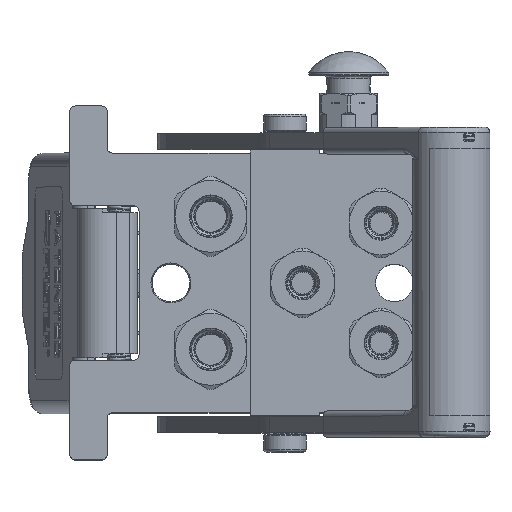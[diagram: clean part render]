
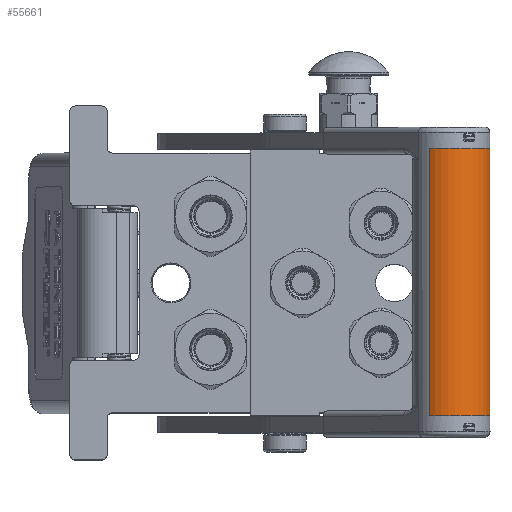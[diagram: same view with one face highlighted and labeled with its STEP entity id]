
A CAD part, top view. The second image highlights one B-rep face of the part: STEP entity #55661.
In plain terms, the highlighted cylindrical face has radius 14.5 mm (diameter 29 mm), a partial arc.
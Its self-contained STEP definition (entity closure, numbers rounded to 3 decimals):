
#1934 = VERTEX_POINT ( 'NONE', #71634 ) ;
#4611 = CARTESIAN_POINT ( 'NONE',  ( -46., 0., -14.5 ) ) ;
#9107 = VECTOR ( 'NONE', #11162, 1000. ) ;
#10419 = DIRECTION ( 'NONE',  ( -1., 0., 0. ) ) ;
#11162 = DIRECTION ( 'NONE',  ( 1., 0., 0. ) ) ;
#19150 = VERTEX_POINT ( 'NONE', #106398 ) ;
#19560 = VECTOR ( 'NONE', #80137, 1000. ) ;
#23519 = VECTOR ( 'NONE', #103838, 1000. ) ;
#25270 = EDGE_LOOP ( 'NONE', ( #114265, #127436, #52018, #122031, #68685, #121623, #132636, #79637, #77724 ) ) ;
#27286 = EDGE_CURVE ( 'NONE', #130800, #123877, #37012, .T. ) ;
#27669 = EDGE_CURVE ( 'NONE', #1934, #130800, #78863, .T. ) ;
#28958 = AXIS2_PLACEMENT_3D ( 'NONE', #92771, #137032, #49562 ) ;
#35335 = CARTESIAN_POINT ( 'NONE',  ( 50.5, -7.576, -12.363 ) ) ;
#37012 = CIRCLE ( 'NONE', #91843, 14.5 ) ;
#42925 = DIRECTION ( 'NONE',  ( -1., 0., 0. ) ) ;
#43849 = CARTESIAN_POINT ( 'NONE',  ( -50., 0., 0. ) ) ;
#44060 = VERTEX_POINT ( 'NONE', #138380 ) ;
#45696 = DIRECTION ( 'NONE',  ( 1., 0., 0. ) ) ;
#49562 = DIRECTION ( 'NONE',  ( 0., 0., -1. ) ) ;
#52018 = ORIENTED_EDGE ( 'NONE', *, *, #79302, .T. ) ;
#53450 = CARTESIAN_POINT ( 'NONE',  ( -50., 0., 14.5 ) ) ;
#54153 = FACE_OUTER_BOUND ( 'NONE', #25270, .T. ) ;
#54595 = EDGE_CURVE ( 'NONE', #44060, #123877, #110023, .T. ) ;
#55661 = ADVANCED_FACE ( 'NONE', ( #54153 ), #133317, .T. ) ;
#60206 = AXIS2_PLACEMENT_3D ( 'NONE', #84505, #62894, #138201 ) ;
#61747 = EDGE_CURVE ( 'NONE', #44060, #91897, #70600, .T. ) ;
#62894 = DIRECTION ( 'NONE',  ( 1., 0., 0. ) ) ;
#68264 = AXIS2_PLACEMENT_3D ( 'NONE', #43849, #42925, #107740 ) ;
#68685 = ORIENTED_EDGE ( 'NONE', *, *, #27286, .T. ) ;
#68714 = VERTEX_POINT ( 'NONE', #4611 ) ;
#70600 = CIRCLE ( 'NONE', #122959, 14.5 ) ;
#71634 = CARTESIAN_POINT ( 'NONE',  ( 46.5, -7.576, -12.363 ) ) ;
#71945 = DIRECTION ( 'NONE',  ( 1., 0., 0. ) ) ;
#77136 = EDGE_CURVE ( 'NONE', #112013, #68714, #127464, .T. ) ;
#77724 = ORIENTED_EDGE ( 'NONE', *, *, #77136, .T. ) ;
#78863 = LINE ( 'NONE', #125561, #23519 ) ;
#79225 = CIRCLE ( 'NONE', #114041, 14.5 ) ;
#79302 = EDGE_CURVE ( 'NONE', #133614, #1934, #94609, .T. ) ;
#79637 = ORIENTED_EDGE ( 'NONE', *, *, #90219, .T. ) ;
#80137 = DIRECTION ( 'NONE',  ( 1., 0., 0. ) ) ;
#82783 = DIRECTION ( 'NONE',  ( 0., 0., 1. ) ) ;
#83425 = LINE ( 'NONE', #103159, #19560 ) ;
#84505 = CARTESIAN_POINT ( 'NONE',  ( -46., 0., 0. ) ) ;
#86055 = CARTESIAN_POINT ( 'NONE',  ( 50.5, 0., 0. ) ) ;
#87249 = CARTESIAN_POINT ( 'NONE',  ( -50., -7.576, -12.363 ) ) ;
#88892 = CARTESIAN_POINT ( 'NONE',  ( -50., -7.576, -12.363 ) ) ;
#90219 = EDGE_CURVE ( 'NONE', #91897, #112013, #98713, .T. ) ;
#91843 = AXIS2_PLACEMENT_3D ( 'NONE', #86055, #10419, #128467 ) ;
#91897 = VERTEX_POINT ( 'NONE', #87249 ) ;
#92771 = CARTESIAN_POINT ( 'NONE',  ( 46.5, 0., 0. ) ) ;
#94609 = CIRCLE ( 'NONE', #28958, 14.5 ) ;
#97695 = CARTESIAN_POINT ( 'NONE',  ( 46.5, -7.111, -12.636 ) ) ;
#98713 = LINE ( 'NONE', #88892, #113852 ) ;
#100092 = EDGE_CURVE ( 'NONE', #68714, #19150, #83425, .T. ) ;
#103159 = CARTESIAN_POINT ( 'NONE',  ( -46., 0., -14.5 ) ) ;
#103838 = DIRECTION ( 'NONE',  ( 1., 0., 0. ) ) ;
#105887 = CARTESIAN_POINT ( 'NONE',  ( 50.5, 0., 14.5 ) ) ;
#106398 = CARTESIAN_POINT ( 'NONE',  ( 46.5, 0., -14.5 ) ) ;
#107740 = DIRECTION ( 'NONE',  ( 0., 0., -1. ) ) ;
#110023 = LINE ( 'NONE', #53450, #9107 ) ;
#112013 = VERTEX_POINT ( 'NONE', #133712 ) ;
#113852 = VECTOR ( 'NONE', #45696, 1000. ) ;
#114041 = AXIS2_PLACEMENT_3D ( 'NONE', #121454, #120990, #131835 ) ;
#114265 = ORIENTED_EDGE ( 'NONE', *, *, #100092, .T. ) ;
#120148 = EDGE_CURVE ( 'NONE', #19150, #133614, #79225, .T. ) ;
#120990 = DIRECTION ( 'NONE',  ( -1., 0., 0. ) ) ;
#121454 = CARTESIAN_POINT ( 'NONE',  ( 46.5, 0., 0. ) ) ;
#121623 = ORIENTED_EDGE ( 'NONE', *, *, #54595, .F. ) ;
#122031 = ORIENTED_EDGE ( 'NONE', *, *, #27669, .T. ) ;
#122959 = AXIS2_PLACEMENT_3D ( 'NONE', #136477, #71945, #82783 ) ;
#123877 = VERTEX_POINT ( 'NONE', #105887 ) ;
#125561 = CARTESIAN_POINT ( 'NONE',  ( 46.5, -7.576, -12.363 ) ) ;
#127436 = ORIENTED_EDGE ( 'NONE', *, *, #120148, .T. ) ;
#127464 = CIRCLE ( 'NONE', #60206, 14.5 ) ;
#128467 = DIRECTION ( 'NONE',  ( 0., -0.522, -0.853 ) ) ;
#130800 = VERTEX_POINT ( 'NONE', #35335 ) ;
#131835 = DIRECTION ( 'NONE',  ( 0., 0., -1. ) ) ;
#132636 = ORIENTED_EDGE ( 'NONE', *, *, #61747, .T. ) ;
#133317 = CYLINDRICAL_SURFACE ( 'NONE', #68264, 14.5 ) ;
#133614 = VERTEX_POINT ( 'NONE', #97695 ) ;
#133712 = CARTESIAN_POINT ( 'NONE',  ( -46., -7.576, -12.363 ) ) ;
#136477 = CARTESIAN_POINT ( 'NONE',  ( -50., 0., 0. ) ) ;
#137032 = DIRECTION ( 'NONE',  ( -1., 0., 0. ) ) ;
#138201 = DIRECTION ( 'NONE',  ( 0., -0.522, -0.853 ) ) ;
#138380 = CARTESIAN_POINT ( 'NONE',  ( -50., 0., 14.5 ) ) ;
